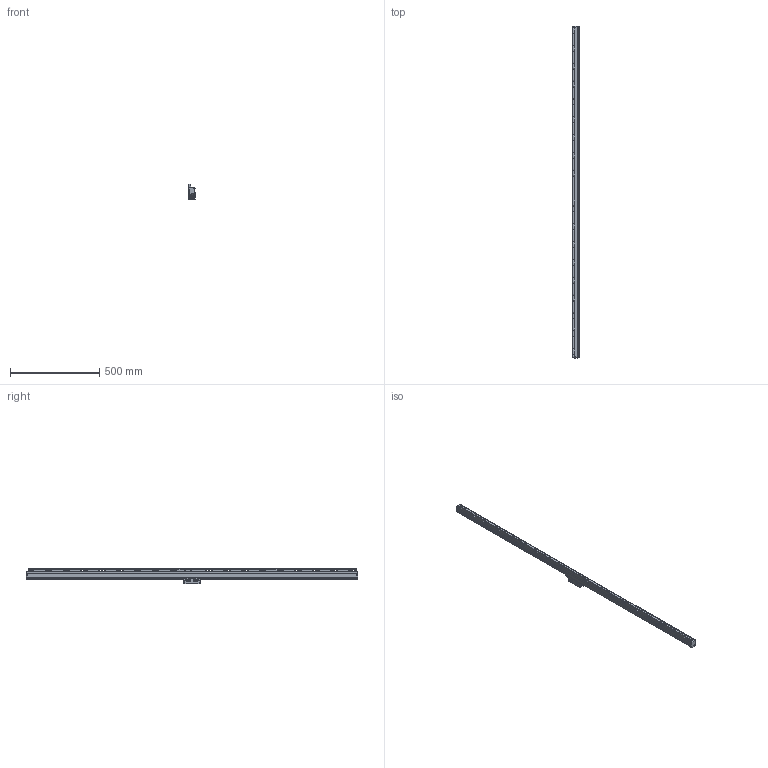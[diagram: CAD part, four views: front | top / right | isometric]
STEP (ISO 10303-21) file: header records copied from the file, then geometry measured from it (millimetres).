
FILE_DESCRIPTION(/* description */ (''),/* implementation_level */ '2;1');
FILE_NAME(/* name */ 'FS100B174_C____.stp',/* time_stamp */ '2022-12-01T10:33:40+00:00',/* author */ (''),/* organization */ (''),/* preprocessor_version */ 'ST-DEVELOPER v16.7',/* originating_system */ 'SIEMENS PLM Software NX 1946',/* authorisation */ '');
FILE_SCHEMA (('AUTOMOTIVE_DESIGN { 1 0 10303 214 3 1 1 1 }'));
Products named in the file (1): mb130D7431207jm2
Bounding box: 40.3 x 1861 x 85 mm (x, y, z)
Volume: 1832708.2 mm3; surface area: 971902.1 mm2
Topology: 61 solids, 61 shells, 4177 faces, 11682 edges, 7617 vertices
Faces by surface type: plane 2270, cylinder 1460, bspline 176, cone 103, extrusion 96, torus 44, sphere 28
Full cylindrical faces by diameter (mm): 1.2 x2, 2 x4, 2.6 x8, 2.7 x4, 2.874 x8, 3.5 x6, 4.2 x4, 5.5 x6, 6 x1, 6.6 x2, 6.8 x20, 8.35 x1, 10.7 x2, 10.8 x1, 10.86 x2, 11.46 x2, 12 x1, 12.7 x1, 13 x2
Entity records: 147653 total; most frequent: CARTESIAN_POINT 41032, ORIENTED_EDGE 22724, DIRECTION 20420, EDGE_CURVE 11362, VERTEX_POINT 7503, AXIS2_PLACEMENT_3D 6893, VECTOR 6634, LINE 6538
